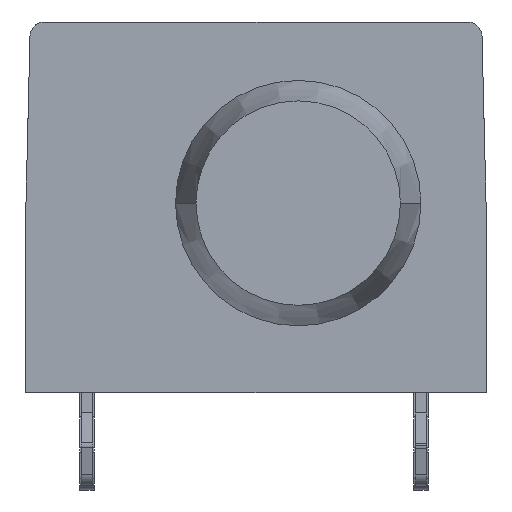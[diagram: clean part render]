
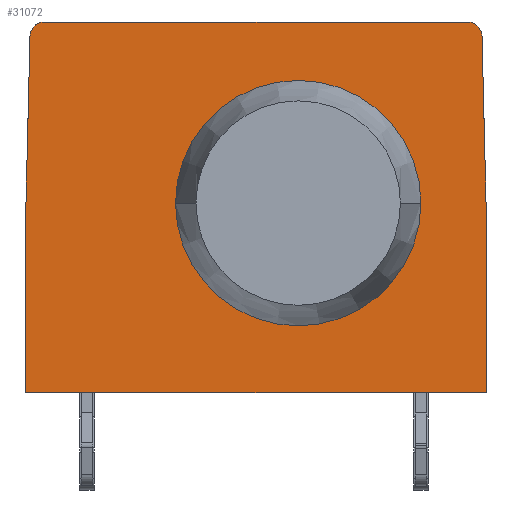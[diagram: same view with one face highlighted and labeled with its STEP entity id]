
A CAD part, front view. The second image highlights one B-rep face of the part: STEP entity #31072.
In plain terms, the highlighted planar face has unit normal (0, -1, 0).
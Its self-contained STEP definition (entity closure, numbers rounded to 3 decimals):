
#27993 = VERTEX_POINT('',#27994);
#27994 = CARTESIAN_POINT('',(6.438,-21.8,
    0.021));
#28000 = EDGE_CURVE('',#28001,#27993,#28003,.T.);
#28001 = VERTEX_POINT('',#28002);
#28002 = CARTESIAN_POINT('',(-9.312,-21.8,
    0.021));
#28003 = LINE('',#28004,#28005);
#28004 = CARTESIAN_POINT('',(-9.312,-21.8,
    0.021));
#28005 = VECTOR('',#28006,1.);
#28006 = DIRECTION('',(1.,0.,0.));
#30855 = VERTEX_POINT('',#30856);
#30856 = CARTESIAN_POINT('',(-9.312,-21.8,
    6.521));
#30862 = EDGE_CURVE('',#30863,#30855,#30865,.T.);
#30863 = VERTEX_POINT('',#30864);
#30864 = CARTESIAN_POINT('',(-9.174,-21.8,
    12.233));
#30865 = LINE('',#30866,#30867);
#30866 = CARTESIAN_POINT('',(-9.174,-21.8,
    12.233));
#30867 = VECTOR('',#30868,1.);
#30868 = DIRECTION('',(-0.024,0.,
    -1.));
#30898 = EDGE_CURVE('',#30855,#28001,#30899,.T.);
#30899 = LINE('',#30900,#30901);
#30900 = CARTESIAN_POINT('',(-9.312,-21.8,
    6.521));
#30901 = VECTOR('',#30902,1.);
#30902 = DIRECTION('',(0.,0.,-1.));
#30926 = VERTEX_POINT('',#30927);
#30927 = CARTESIAN_POINT('',(6.438,-21.8,
    6.521));
#30935 = VERTEX_POINT('',#30936);
#30936 = CARTESIAN_POINT('',(6.299,-21.8,
    12.233));
#30942 = EDGE_CURVE('',#30926,#30935,#30943,.T.);
#30943 = LINE('',#30944,#30945);
#30944 = CARTESIAN_POINT('',(6.438,-21.8,
    6.521));
#30945 = VECTOR('',#30946,1.);
#30946 = DIRECTION('',(-0.024,0.,
    1.));
#30958 = EDGE_CURVE('',#27993,#30926,#30959,.T.);
#30959 = LINE('',#30960,#30961);
#30960 = CARTESIAN_POINT('',(6.438,-21.8,
    0.021));
#30961 = VECTOR('',#30962,1.);
#30962 = DIRECTION('',(0.,0.,1.));
#30975 = VERTEX_POINT('',#30976);
#30976 = CARTESIAN_POINT('',(-8.674,-21.8,
    12.721));
#30982 = EDGE_CURVE('',#30983,#30975,#30985,.T.);
#30983 = VERTEX_POINT('',#30984);
#30984 = CARTESIAN_POINT('',(5.8,-21.8,
    12.721));
#30985 = LINE('',#30986,#30987);
#30986 = CARTESIAN_POINT('',(5.8,-21.8,
    12.721));
#30987 = VECTOR('',#30988,1.);
#30988 = DIRECTION('',(-1.,0.,0.));
#31006 = EDGE_CURVE('',#30975,#30863,#31007,.T.);
#31007 = CIRCLE('',#31008,0.5);
#31008 = AXIS2_PLACEMENT_3D('',#31009,#31010,#31011);
#31009 = CARTESIAN_POINT('',(-8.674,-21.8,
    12.221));
#31010 = DIRECTION('',(0.,-1.,0.));
#31011 = DIRECTION('',(-1.,0.,0.));
#31024 = EDGE_CURVE('',#30935,#30983,#31025,.T.);
#31025 = CIRCLE('',#31026,0.5);
#31026 = AXIS2_PLACEMENT_3D('',#31027,#31028,#31029);
#31027 = CARTESIAN_POINT('',(5.8,-21.8,
    12.221));
#31028 = DIRECTION('',(0.,-1.,0.));
#31029 = DIRECTION('',(-1.,0.,0.));
#31072 = ADVANCED_FACE('',(#31073,#31083),#31094,.T.);
#31073 = FACE_BOUND('',#31074,.T.);
#31074 = EDGE_LOOP('',(#31075,#31076,#31077,#31078,#31079,#31080,#31081,
    #31082));
#31075 = ORIENTED_EDGE('',*,*,#30982,.T.);
#31076 = ORIENTED_EDGE('',*,*,#31006,.T.);
#31077 = ORIENTED_EDGE('',*,*,#30862,.T.);
#31078 = ORIENTED_EDGE('',*,*,#30898,.T.);
#31079 = ORIENTED_EDGE('',*,*,#28000,.T.);
#31080 = ORIENTED_EDGE('',*,*,#30958,.T.);
#31081 = ORIENTED_EDGE('',*,*,#30942,.T.);
#31082 = ORIENTED_EDGE('',*,*,#31024,.T.);
#31083 = FACE_BOUND('',#31084,.T.);
#31084 = EDGE_LOOP('',(#31085));
#31085 = ORIENTED_EDGE('',*,*,#31086,.F.);
#31086 = EDGE_CURVE('',#31087,#31087,#31089,.T.);
#31087 = VERTEX_POINT('',#31088);
#31088 = CARTESIAN_POINT('',(4.208,-21.8,
    6.521));
#31089 = CIRCLE('',#31090,4.2);
#31090 = AXIS2_PLACEMENT_3D('',#31091,#31092,#31093);
#31091 = CARTESIAN_POINT('',(0.008,-21.8,
    6.521));
#31092 = DIRECTION('',(0.,-1.,0.));
#31093 = DIRECTION('',(1.,0.,0.));
#31094 = PLANE('',#31095);
#31095 = AXIS2_PLACEMENT_3D('',#31096,#31097,#31098);
#31096 = CARTESIAN_POINT('',(-10.1,-21.8,
    -0.614));
#31097 = DIRECTION('',(0.,-1.,0.));
#31098 = DIRECTION('',(1.,0.,0.));
